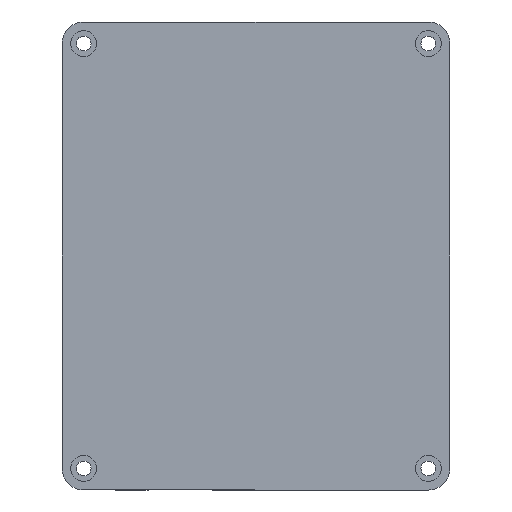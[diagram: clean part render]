
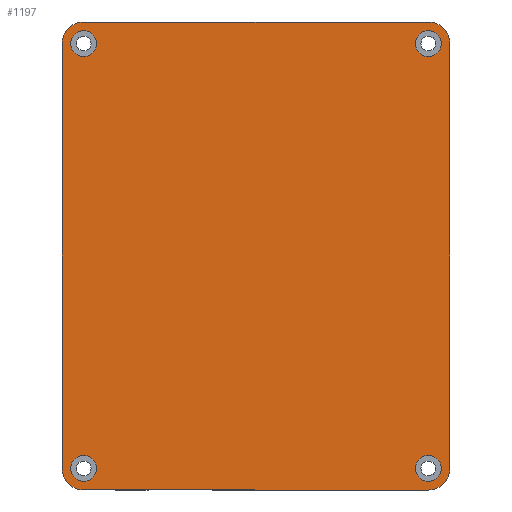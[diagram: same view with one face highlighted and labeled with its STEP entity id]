
A CAD part, left-side view. The second image highlights one B-rep face of the part: STEP entity #1197.
In plain terms, the highlighted planar face has unit normal (-1, 0, 0).
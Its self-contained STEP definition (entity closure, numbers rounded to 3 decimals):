
#52=FACE_BOUND('',#267,.T.);
#53=FACE_BOUND('',#268,.T.);
#54=FACE_BOUND('',#269,.T.);
#55=FACE_BOUND('',#270,.T.);
#111=CIRCLE('',#1315,5.);
#112=CIRCLE('',#1318,5.);
#113=CIRCLE('',#1321,5.);
#114=CIRCLE('',#1323,5.);
#116=CIRCLE('',#1331,3.);
#118=CIRCLE('',#1334,3.);
#120=CIRCLE('',#1337,3.);
#122=CIRCLE('',#1340,3.);
#191=FACE_OUTER_BOUND('',#266,.T.);
#266=EDGE_LOOP('',(#1064,#1065,#1066,#1067,#1068,#1069,#1070,#1071));
#267=EDGE_LOOP('',(#1072));
#268=EDGE_LOOP('',(#1073));
#269=EDGE_LOOP('',(#1074));
#270=EDGE_LOOP('',(#1075));
#354=LINE('',#2004,#453);
#365=LINE('',#2036,#464);
#368=LINE('',#2044,#467);
#377=LINE('',#2084,#476);
#453=VECTOR('',#1597,10.);
#464=VECTOR('',#1634,10.);
#467=VECTOR('',#1643,10.);
#476=VECTOR('',#1696,10.);
#568=VERTEX_POINT('',#2001);
#569=VERTEX_POINT('',#2003);
#575=VERTEX_POINT('',#2028);
#576=VERTEX_POINT('',#2030);
#577=VERTEX_POINT('',#2034);
#578=VERTEX_POINT('',#2038);
#579=VERTEX_POINT('',#2042);
#580=VERTEX_POINT('',#2048);
#582=VERTEX_POINT('',#2062);
#584=VERTEX_POINT('',#2068);
#586=VERTEX_POINT('',#2074);
#588=VERTEX_POINT('',#2080);
#713=EDGE_CURVE('',#569,#568,#354,.T.);
#727=EDGE_CURVE('',#575,#576,#111,.T.);
#730=EDGE_CURVE('',#575,#577,#365,.T.);
#732=EDGE_CURVE('',#578,#577,#112,.T.);
#734=EDGE_CURVE('',#578,#579,#368,.T.);
#735=EDGE_CURVE('',#569,#579,#113,.T.);
#737=EDGE_CURVE('',#580,#568,#114,.T.);
#743=EDGE_CURVE('',#582,#582,#116,.T.);
#746=EDGE_CURVE('',#584,#584,#118,.T.);
#749=EDGE_CURVE('',#586,#586,#120,.T.);
#752=EDGE_CURVE('',#588,#588,#122,.T.);
#753=EDGE_CURVE('',#580,#576,#377,.T.);
#1064=ORIENTED_EDGE('',*,*,#727,.F.);
#1065=ORIENTED_EDGE('',*,*,#730,.T.);
#1066=ORIENTED_EDGE('',*,*,#732,.F.);
#1067=ORIENTED_EDGE('',*,*,#734,.T.);
#1068=ORIENTED_EDGE('',*,*,#735,.F.);
#1069=ORIENTED_EDGE('',*,*,#713,.T.);
#1070=ORIENTED_EDGE('',*,*,#737,.F.);
#1071=ORIENTED_EDGE('',*,*,#753,.T.);
#1072=ORIENTED_EDGE('',*,*,#752,.F.);
#1073=ORIENTED_EDGE('',*,*,#749,.F.);
#1074=ORIENTED_EDGE('',*,*,#746,.F.);
#1075=ORIENTED_EDGE('',*,*,#743,.F.);
#1134=PLANE('',#1342);
#1197=ADVANCED_FACE('',(#191,#52,#53,#54,#55),#1134,.F.);
#1315=AXIS2_PLACEMENT_3D('',#2031,#1628,#1629);
#1318=AXIS2_PLACEMENT_3D('',#2040,#1638,#1639);
#1321=AXIS2_PLACEMENT_3D('',#2046,#1646,#1647);
#1323=AXIS2_PLACEMENT_3D('',#2050,#1651,#1652);
#1331=AXIS2_PLACEMENT_3D('',#2064,#1671,#1672);
#1334=AXIS2_PLACEMENT_3D('',#2070,#1678,#1679);
#1337=AXIS2_PLACEMENT_3D('',#2076,#1685,#1686);
#1340=AXIS2_PLACEMENT_3D('',#2082,#1692,#1693);
#1342=AXIS2_PLACEMENT_3D('',#2085,#1697,#1698);
#1597=DIRECTION('',(0.,-1.,0.));
#1628=DIRECTION('center_axis',(1.,0.,0.));
#1629=DIRECTION('ref_axis',(0.,-0.707,0.707));
#1634=DIRECTION('',(0.,1.,0.));
#1638=DIRECTION('center_axis',(1.,0.,0.));
#1639=DIRECTION('ref_axis',(0.,0.707,0.707));
#1643=DIRECTION('',(0.,0.,-1.));
#1646=DIRECTION('center_axis',(1.,0.,0.));
#1647=DIRECTION('ref_axis',(0.,0.707,-0.707));
#1651=DIRECTION('center_axis',(1.,0.,0.));
#1652=DIRECTION('ref_axis',(0.,-0.707,-0.707));
#1671=DIRECTION('center_axis',(-1.,0.,0.));
#1672=DIRECTION('ref_axis',(0.,1.,0.));
#1678=DIRECTION('center_axis',(-1.,0.,0.));
#1679=DIRECTION('ref_axis',(0.,1.,0.));
#1685=DIRECTION('center_axis',(-1.,0.,0.));
#1686=DIRECTION('ref_axis',(0.,1.,0.));
#1692=DIRECTION('center_axis',(-1.,0.,0.));
#1693=DIRECTION('ref_axis',(0.,1.,0.));
#1696=DIRECTION('',(0.,0.,1.));
#1697=DIRECTION('center_axis',(1.,0.,0.));
#1698=DIRECTION('ref_axis',(0.,1.,0.));
#2001=CARTESIAN_POINT('',(0.,-39.95,-54.25));
#2003=CARTESIAN_POINT('',(0.,39.95,-54.25));
#2004=CARTESIAN_POINT('',(0.,44.95,-54.25));
#2028=CARTESIAN_POINT('',(0.,-39.95,54.25));
#2030=CARTESIAN_POINT('',(0.,-44.95,49.25));
#2031=CARTESIAN_POINT('Origin',(0.,-39.95,49.25));
#2034=CARTESIAN_POINT('',(0.,39.95,54.25));
#2036=CARTESIAN_POINT('',(0.,-44.95,54.25));
#2038=CARTESIAN_POINT('',(0.,44.95,49.25));
#2040=CARTESIAN_POINT('Origin',(0.,39.95,49.25));
#2042=CARTESIAN_POINT('',(0.,44.95,-49.25));
#2044=CARTESIAN_POINT('',(0.,44.95,54.25));
#2046=CARTESIAN_POINT('Origin',(0.,39.95,-49.25));
#2048=CARTESIAN_POINT('',(0.,-44.95,-49.25));
#2050=CARTESIAN_POINT('Origin',(0.,-39.95,-49.25));
#2062=CARTESIAN_POINT('',(0.,36.95,-49.25));
#2064=CARTESIAN_POINT('Origin',(0.,39.95,-49.25));
#2068=CARTESIAN_POINT('',(0.,-42.95,-49.25));
#2070=CARTESIAN_POINT('Origin',(0.,-39.95,-49.25));
#2074=CARTESIAN_POINT('',(0.,36.95,49.25));
#2076=CARTESIAN_POINT('Origin',(0.,39.95,49.25));
#2080=CARTESIAN_POINT('',(0.,-42.95,49.25));
#2082=CARTESIAN_POINT('Origin',(0.,-39.95,49.25));
#2084=CARTESIAN_POINT('',(0.,-44.95,-54.25));
#2085=CARTESIAN_POINT('Origin',(0.,0.,0.));
